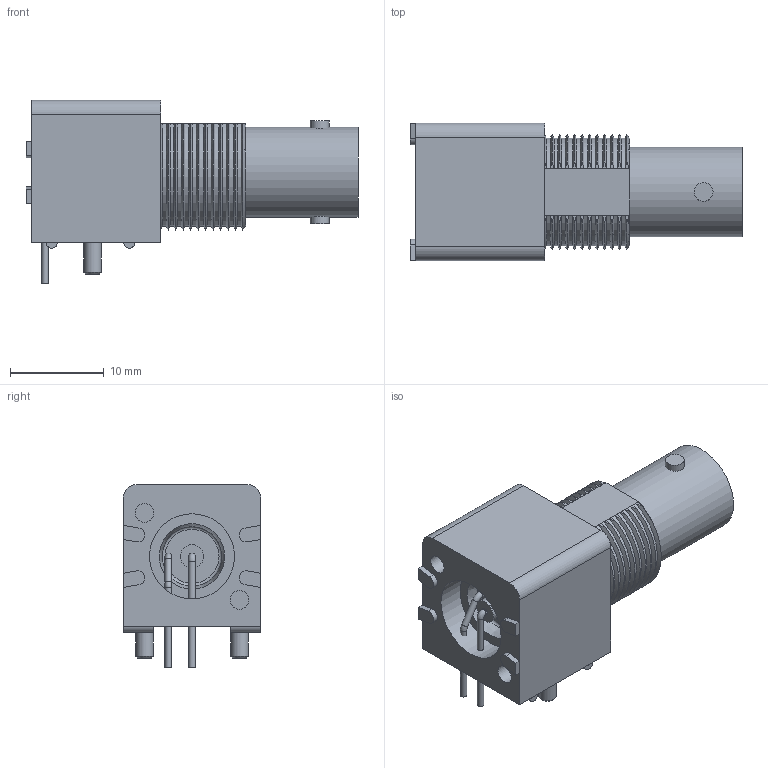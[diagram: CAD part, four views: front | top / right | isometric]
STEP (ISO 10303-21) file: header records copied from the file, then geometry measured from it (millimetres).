
FILE_DESCRIPTION(/* description */ (''),/* implementation_level */ '2;1');
FILE_NAME(/* name */ 'TYCO_1-1337543-0.stp',/* time_stamp */ '2016-02-25T09:56:04+01:00',/* author */ ('riccim'),/* organization */ (''),/* preprocessor_version */ 'ST-DEVELOPER v15.5',/* originating_system */ 'AutoCAD Mechanical',/* authorisation */ '');
FILE_SCHEMA (('AUTOMOTIVE_DESIGN { 1 0 10303 214 3 1 1 }'));
Length unit declared in the file: millimetre
Products named in the file (1): Product
Bounding box: 35.5 x 14.7 x 19.6 mm (x, y, z)
Volume: 4314.9 mm3; surface area: 3512.3 mm2
Topology: 34 solids, 34 shells, 172 faces, 284 edges, 186 vertices
Faces by surface type: plane 95, cylinder 43, cone 30, torus 4
Full cylindrical faces by diameter (mm): 0.7 x7, 1.05 x1, 1.8 x1, 1.85 x2, 2 x4, 2.5 x1, 4.2 x1, 8.3 x1, 9.1 x1, 9.605 x1
Entity records: 3798 total; most frequent: CARTESIAN_POINT 707, DIRECTION 658, ORIENTED_EDGE 506, AXIS2_PLACEMENT_3D 280, EDGE_CURVE 253, EDGE_LOOP 210, VERTEX_POINT 185, FACE_OUTER_BOUND 172
